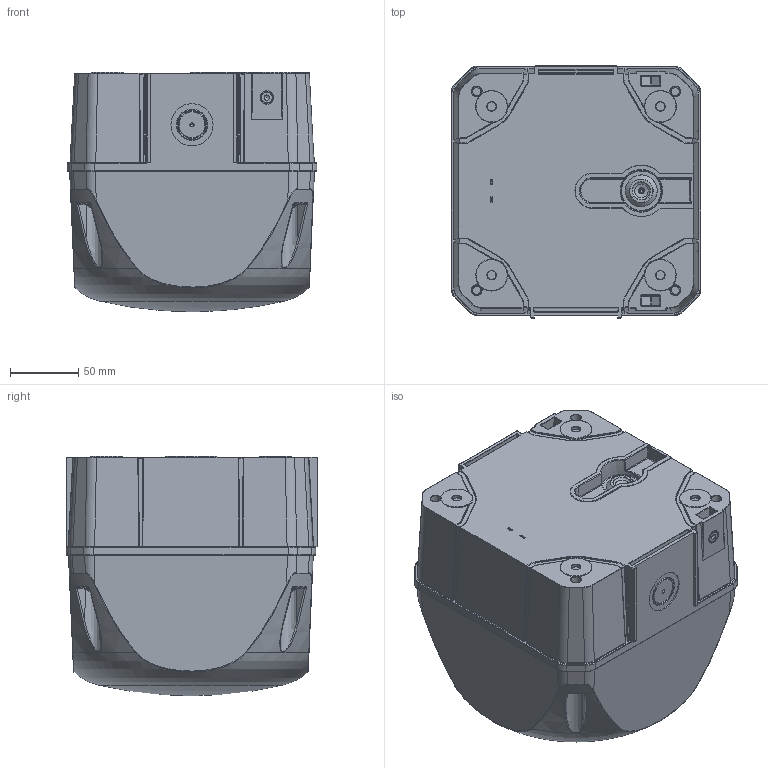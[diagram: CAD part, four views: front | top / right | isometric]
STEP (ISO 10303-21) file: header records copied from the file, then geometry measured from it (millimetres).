
FILE_DESCRIPTION(/* description */ (''),/* implementation_level */ '2;1');
FILE_NAME(/* name */ 'QDL.stp',/* time_stamp */ '2013-06-17T11:34:10+02:00',/* author */ (''),/* organization */ (''),/* preprocessor_version */ 'ST-DEVELOPER v11',/* originating_system */ 'SIEMENS PLM Software NX 7.5',/* authorisation */ '');
FILE_SCHEMA (('AUTOMOTIVE_DESIGN { 1 0 10303 214 1 1 1 1 }'));
Length unit declared in the file: millimetre
Products named in the file (1): m.ne7F0Bj3gn
Bounding box: 183.7 x 185.1 x 175.76 mm (x, y, z)
Volume: 4945547.6 mm3; surface area: 181302.9 mm2
Topology: 1 solids, 1 shells, 1108 faces, 2596 edges, 1441 vertices
Faces by surface type: cylinder 377, plane 269, bspline 217, torus 94, cone 76, sphere 75
Full cylindrical faces by diameter (mm): 3 x1, 4 x1, 6.5 x4, 8.3 x2, 9.5 x2, 10 x4, 23.4 x4, 31 x1
Entity records: 33842 total; most frequent: CARTESIAN_POINT 10362, DIRECTION 5033, ORIENTED_EDGE 4782, EDGE_CURVE 2391, AXIS2_PLACEMENT_3D 2050, VERTEX_POINT 1404, EDGE_LOOP 1214, ADVANCED_FACE 1104
